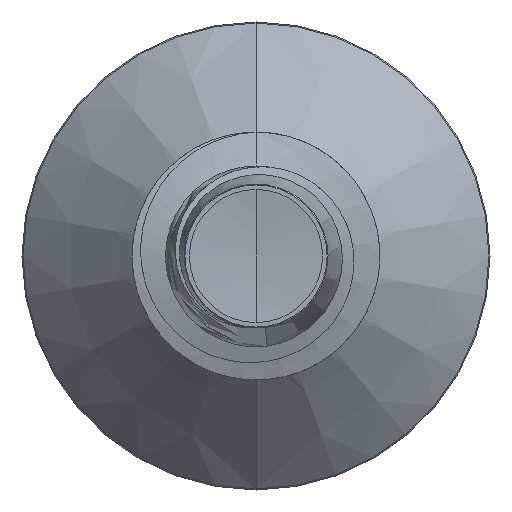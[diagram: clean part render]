
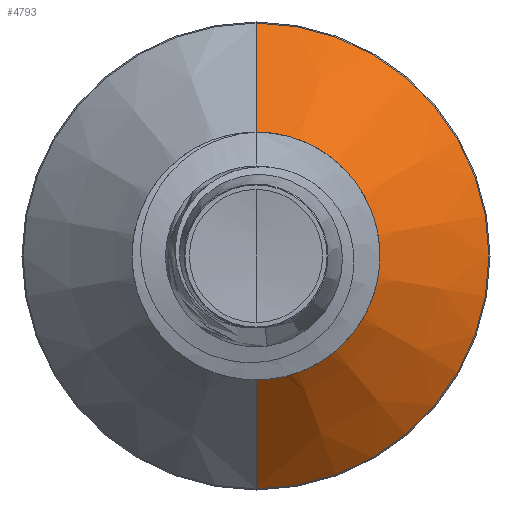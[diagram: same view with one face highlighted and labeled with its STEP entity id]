
A CAD part, front view. The second image highlights one B-rep face of the part: STEP entity #4793.
In plain terms, the highlighted conical face has half-angle 45 degrees and reference radius 0.724 mm.
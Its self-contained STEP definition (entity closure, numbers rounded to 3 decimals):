
#1105 = DIRECTION ( 'NONE',  ( 0., 1., 0. ) ) ;
#1343 = CARTESIAN_POINT ( 'NONE',  ( 0., 6.174, 0.724 ) ) ;
#2772 = LINE ( 'NONE', #4465, #9265 ) ;
#3257 = EDGE_LOOP ( 'NONE', ( #12878, #10203, #13474, #9907 ) ) ;
#3902 = VECTOR ( 'NONE', #14213, 1000. ) ;
#3905 = AXIS2_PLACEMENT_3D ( 'NONE', #10521, #14699, #14457 ) ;
#4156 = VERTEX_POINT ( 'NONE', #1343 ) ;
#4465 = CARTESIAN_POINT ( 'NONE',  ( 0., 6.174, -0.724 ) ) ;
#4793 = ADVANCED_FACE ( 'NONE', ( #11484 ), #14269, .T. ) ;
#5592 = VERTEX_POINT ( 'NONE', #8769 ) ;
#5788 = EDGE_CURVE ( 'NONE', #4156, #13833, #6951, .T. ) ;
#6286 = EDGE_CURVE ( 'NONE', #4156, #5592, #11658, .T. ) ;
#6370 = EDGE_CURVE ( 'NONE', #5592, #15120, #2772, .T. ) ;
#6663 = EDGE_CURVE ( 'NONE', #13833, #15120, #8532, .T. ) ;
#6686 = AXIS2_PLACEMENT_3D ( 'NONE', #13757, #6763, #14927 ) ;
#6763 = DIRECTION ( 'NONE',  ( 0., 1., 0. ) ) ;
#6951 = LINE ( 'NONE', #10618, #3902 ) ;
#8014 = CARTESIAN_POINT ( 'NONE',  ( 0., 7.142, 0. ) ) ;
#8532 = CIRCLE ( 'NONE', #8971, 1.692 ) ;
#8769 = CARTESIAN_POINT ( 'NONE',  ( 0., 6.174, -0.724 ) ) ;
#8971 = AXIS2_PLACEMENT_3D ( 'NONE', #8014, #1105, #9177 ) ;
#9079 = CARTESIAN_POINT ( 'NONE',  ( 0., 7.142, -1.692 ) ) ;
#9177 = DIRECTION ( 'NONE',  ( 0., 0., 1. ) ) ;
#9265 = VECTOR ( 'NONE', #11361, 1000. ) ;
#9907 = ORIENTED_EDGE ( 'NONE', *, *, #5788, .F. ) ;
#10203 = ORIENTED_EDGE ( 'NONE', *, *, #6370, .T. ) ;
#10521 = CARTESIAN_POINT ( 'NONE',  ( 0., 6.174, 0. ) ) ;
#10618 = CARTESIAN_POINT ( 'NONE',  ( 0., 6.174, 0.724 ) ) ;
#11361 = DIRECTION ( 'NONE',  ( 0., 0.707, -0.707 ) ) ;
#11484 = FACE_OUTER_BOUND ( 'NONE', #3257, .T. ) ;
#11658 = CIRCLE ( 'NONE', #6686, 0.724 ) ;
#12878 = ORIENTED_EDGE ( 'NONE', *, *, #6286, .T. ) ;
#13474 = ORIENTED_EDGE ( 'NONE', *, *, #6663, .F. ) ;
#13757 = CARTESIAN_POINT ( 'NONE',  ( 0., 6.174, 0. ) ) ;
#13833 = VERTEX_POINT ( 'NONE', #14331 ) ;
#14213 = DIRECTION ( 'NONE',  ( 0., 0.707, 0.707 ) ) ;
#14269 = CONICAL_SURFACE ( 'NONE', #3905, 0.724, 0.785 ) ;
#14331 = CARTESIAN_POINT ( 'NONE',  ( 0., 7.142, 1.692 ) ) ;
#14457 = DIRECTION ( 'NONE',  ( 0., 0., 1. ) ) ;
#14699 = DIRECTION ( 'NONE',  ( 0., 1., 0. ) ) ;
#14927 = DIRECTION ( 'NONE',  ( 0., 0., 1. ) ) ;
#15120 = VERTEX_POINT ( 'NONE', #9079 ) ;
